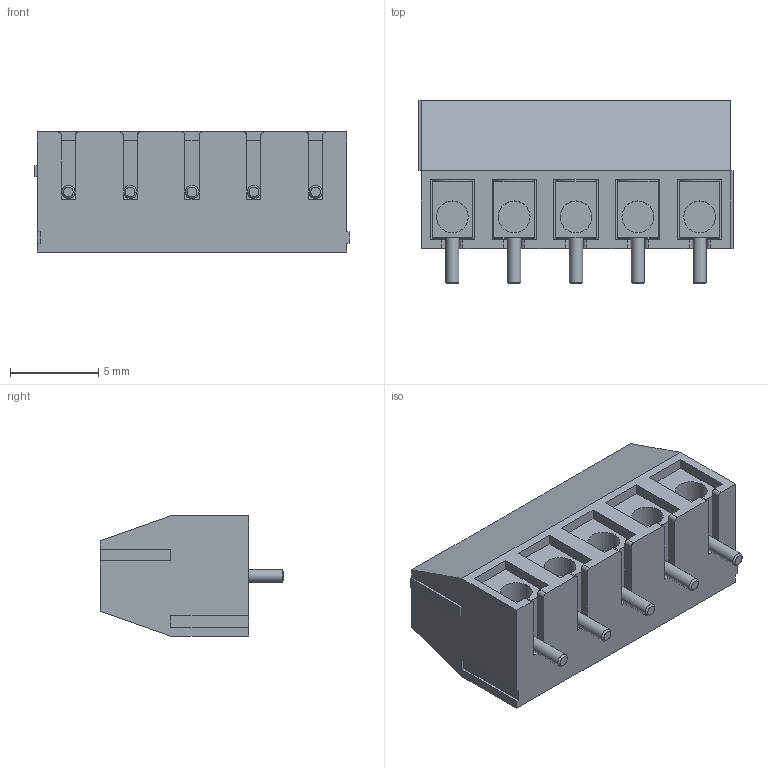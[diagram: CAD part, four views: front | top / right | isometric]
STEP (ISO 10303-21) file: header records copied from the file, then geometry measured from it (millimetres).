
FILE_DESCRIPTION(/* description */ (''),/* implementation_level */ '2;1');
FILE_NAME(/* name */ 'Screw Terminal Block 3.5mm Blue 5-way.step',/* time_stamp */ '2019-03-09T23:32:07+11:00',/* author */ ('austfox'),/* organization */ (''),/* preprocessor_version */ 'ST-DEVELOPER v17.2',/* originating_system */ 'Autodesk Translation Framework v7.6.0.251',/* authorisation */ '');
FILE_SCHEMA (('AUTOMOTIVE_DESIGN { 1 0 10303 214 3 1 1 }'));
Length unit declared in the file: millimetre
Products named in the file (1): Screw Terminal Block 3.5mm Blue 5-way
Bounding box: 17.8 x 10.4 x 6.8 mm (x, y, z)
Volume: 757 mm3; surface area: 1816.9 mm2
Topology: 16 solids, 16 shells, 266 faces, 668 edges, 434 vertices
Faces by surface type: plane 186, cylinder 70, torus 5, cone 5
Full cylindrical faces by diameter (mm): 0.75 x5, 1.8 x5, 2.3 x5, 2.5 x5
Entity records: 7963 total; most frequent: CARTESIAN_POINT 1369, DIRECTION 1353, ORIENTED_EDGE 1336, EDGE_CURVE 668, LINE 517, VECTOR 517, VERTEX_POINT 434, AXIS2_PLACEMENT_3D 418
